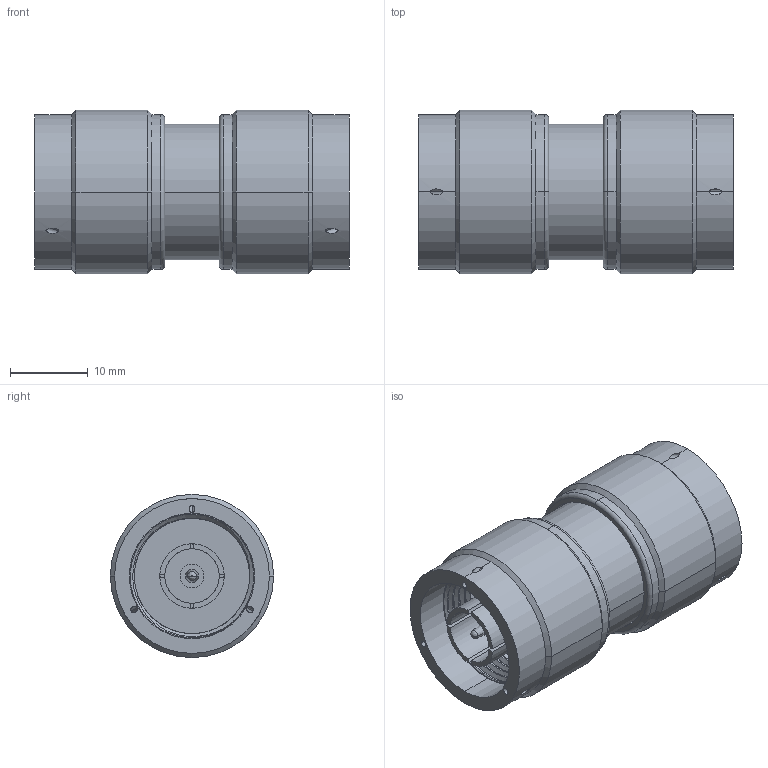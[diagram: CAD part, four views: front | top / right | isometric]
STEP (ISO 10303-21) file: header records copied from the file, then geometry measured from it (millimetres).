
FILE_DESCRIPTION((''),'2;1');
FILE_NAME('82-100','2017-05-10T',('Rajagopal'),(''),'PRO/ENGINEER BY PARAMETRIC TECHNOLOGY CORPORATION, 2014440','PRO/ENGINEER BY PARAMETRIC TECHNOLOGY CORPORATION, 2014440','');
FILE_SCHEMA(('CONFIG_CONTROL_DESIGN'));
Length unit declared in the file: millimetre
Products named in the file (1): 82-100
Bounding box: 40.51 x 21.01 x 21.01 mm (x, y, z)
Surface area: 6936.7 mm2 (no closed solid volume)
Topology: 0 solids, 15 shells, 142 faces, 398 edges, 268 vertices
Faces by surface type: cylinder 70, plane 38, cone 20, bspline 10, torus 4
Entity records: 8138 total; most frequent: CARTESIAN_POINT 4440, DIRECTION 790, ORIENTED_EDGE 704, EDGE_CURVE 398, AXIS2_PLACEMENT_3D 324, VERTEX_POINT 268, CIRCLE 192, EDGE_LOOP 170
